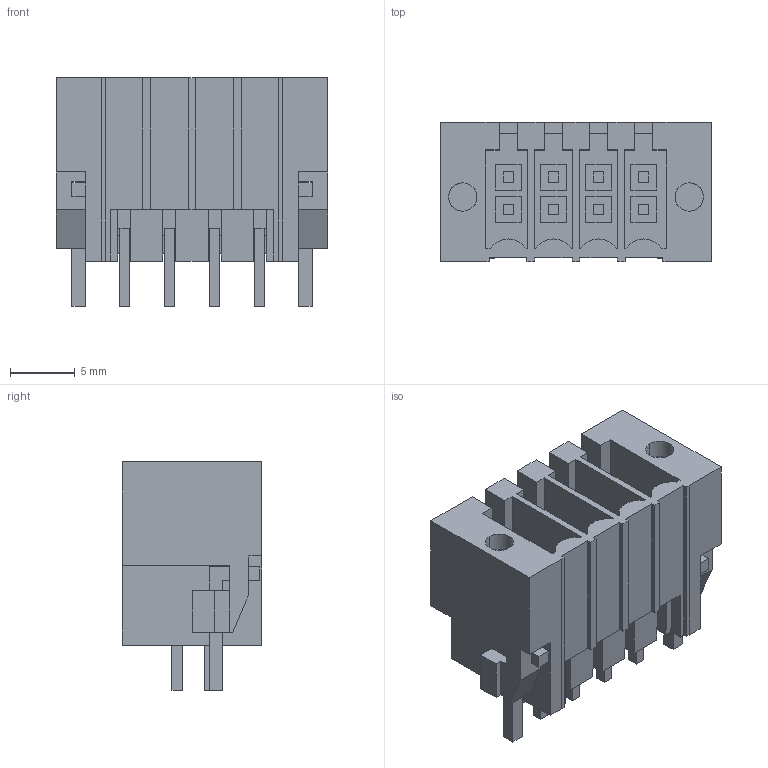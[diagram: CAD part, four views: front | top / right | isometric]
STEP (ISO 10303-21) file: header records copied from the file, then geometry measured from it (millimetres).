
FILE_DESCRIPTION(('CATIA V5 STEP Exchange','CAx-IF Rec.Pracs.--- Model Styling and Organization---1.2---2011-12-15'),'2;1');
FILE_NAME ('D1450708_0', '2018-03-29T13:24:36+00:00', ('none'), ('Weidmueller'), 'CATIA Version 5-6 Release 2014', 'CATIA V5 STEP AP214', 'none');
FILE_SCHEMA(('AUTOMOTIVE_DESIGN { 1 0 10303 214 1 1 1 1 }'));
Length unit declared in the file: millimetre
Products named in the file (1): 1290240000
Bounding box: 21 x 10.8 x 17.7 mm (x, y, z)
Volume: 1822.2 mm3; surface area: 3422.4 mm2
Topology: 11 solids, 11 shells, 363 faces, 1035 edges, 709 vertices
Faces by surface type: plane 351, cylinder 12
Entity records: 11143 total; most frequent: ORIENTED_EDGE 2070, CARTESIAN_POINT 2023, DIRECTION 1523, EDGE_CURVE 1035, VECTOR 1011, LINE 1011, VERTEX_POINT 709, EDGE_LOOP 398
